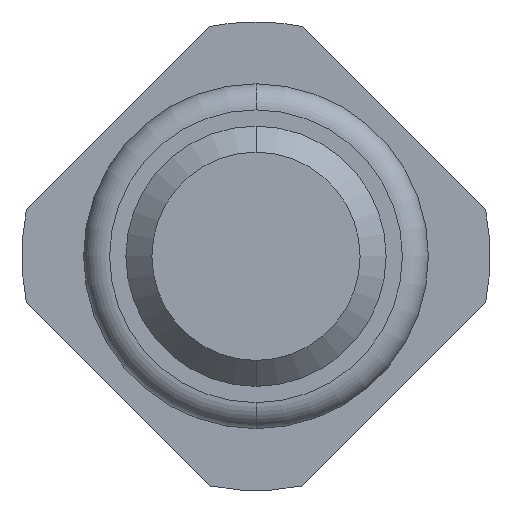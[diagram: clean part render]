
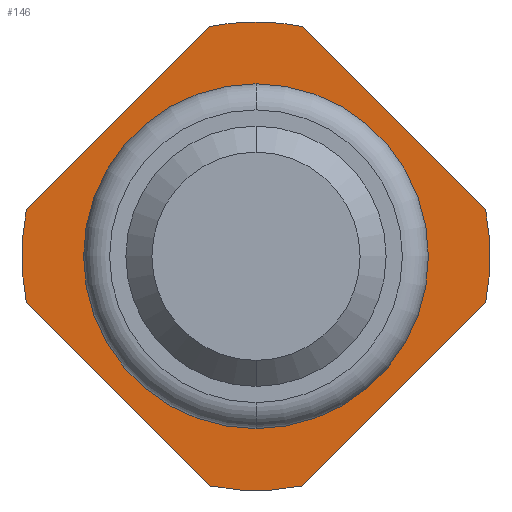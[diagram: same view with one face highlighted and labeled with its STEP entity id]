
A CAD part, front view. The second image highlights one B-rep face of the part: STEP entity #146.
In plain terms, the highlighted planar face has unit normal (0, -1, 0).
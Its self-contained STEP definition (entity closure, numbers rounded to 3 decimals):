
#20 = VECTOR ( 'NONE', #3682, 1000. ) ;
#41 = CARTESIAN_POINT ( 'NONE',  ( 0., -2., 0. ) ) ;
#146 = ADVANCED_FACE ( 'Defeature ausgef�hrt3_0', ( #1780, #3249 ), #1699, .F. ) ;
#246 = CIRCLE ( 'NONE', #321, 1.8 ) ;
#299 = CARTESIAN_POINT ( 'NONE',  ( -1.764, -2., 0.357 ) ) ;
#307 = ORIENTED_EDGE ( 'NONE', *, *, #3185, .F. ) ;
#321 = AXIS2_PLACEMENT_3D ( 'NONE', #1085, #2866, #1488 ) ;
#342 = CARTESIAN_POINT ( 'NONE',  ( -0.161, -2., -1.961 ) ) ;
#346 = DIRECTION ( 'NONE',  ( 0., 1., 0. ) ) ;
#369 = CARTESIAN_POINT ( 'NONE',  ( 0., -2., -1.325 ) ) ;
#401 = VERTEX_POINT ( 'NONE', #1440 ) ;
#453 = CARTESIAN_POINT ( 'NONE',  ( 1.961, -2., 0.161 ) ) ;
#478 = ORIENTED_EDGE ( 'NONE', *, *, #1965, .F. ) ;
#607 = CARTESIAN_POINT ( 'NONE',  ( -0.357, -2., -1.764 ) ) ;
#720 = AXIS2_PLACEMENT_3D ( 'NONE', #3580, #3641, #1801 ) ;
#768 = DIRECTION ( 'NONE',  ( 0.707, 0., -0.707 ) ) ;
#843 = ORIENTED_EDGE ( 'NONE', *, *, #2538, .T. ) ;
#860 = AXIS2_PLACEMENT_3D ( 'NONE', #1322, #3836, #2043 ) ;
#897 = DIRECTION ( 'NONE',  ( 0., 0., 1. ) ) ;
#904 = VERTEX_POINT ( 'NONE', #299 ) ;
#911 = AXIS2_PLACEMENT_3D ( 'NONE', #2973, #3328, #1571 ) ;
#920 = CARTESIAN_POINT ( 'NONE',  ( -0.357, -2., 1.764 ) ) ;
#1085 = CARTESIAN_POINT ( 'NONE',  ( 0., -2., 0. ) ) ;
#1117 = VERTEX_POINT ( 'NONE', #1817 ) ;
#1169 = AXIS2_PLACEMENT_3D ( 'NONE', #3134, #4227, #3866 ) ;
#1257 = CARTESIAN_POINT ( 'NONE',  ( 0.357, -2., -1.764 ) ) ;
#1297 = DIRECTION ( 'NONE',  ( 0., 1., 0. ) ) ;
#1307 = CIRCLE ( 'NONE', #720, 1.8 ) ;
#1322 = CARTESIAN_POINT ( 'NONE',  ( 0., -2., 0. ) ) ;
#1401 = EDGE_CURVE ( 'Defeature ausgef�hrt3_3+Defeature ausgef�hrt3_0+Defeature ausgef�hrt3_16+Defeature ausgef�hrt3_17', #1117, #904, #4040, .T. ) ;
#1440 = CARTESIAN_POINT ( 'NONE',  ( 0., -2., 1.8 ) ) ;
#1488 = DIRECTION ( 'NONE',  ( 0., 0., 1. ) ) ;
#1571 = DIRECTION ( 'NONE',  ( 0., 0., 1. ) ) ;
#1595 = AXIS2_PLACEMENT_3D ( 'NONE', #3452, #1297, #897 ) ;
#1699 = PLANE ( 'NONE',  #1169 ) ;
#1708 = EDGE_CURVE ( 'Defeature ausgef�hrt3_17+Defeature ausgef�hrt3_0+Defeature ausgef�hrt3_3+Defeature ausgef�hrt3_2', #904, #4497, #1961, .T. ) ;
#1714 = VERTEX_POINT ( 'NONE', #2045 ) ;
#1723 = VERTEX_POINT ( 'NONE', #607 ) ;
#1780 = FACE_BOUND ( 'NONE', #4503, .T. ) ;
#1801 = DIRECTION ( 'NONE',  ( 0., 0., 1. ) ) ;
#1813 = ORIENTED_EDGE ( 'NONE', *, *, #3213, .F. ) ;
#1814 = DIRECTION ( 'NONE',  ( 0., 1., 0. ) ) ;
#1817 = CARTESIAN_POINT ( 'NONE',  ( -1.764, -2., -0.357 ) ) ;
#1920 = EDGE_CURVE ( 'Defeature ausgef�hrt3_2+Defeature ausgef�hrt3_0+Defeature ausgef�hrt3_17+Defeature ausgef�hrt3_18', #4497, #401, #246, .T. ) ;
#1931 = EDGE_CURVE ( 'Defeature ausgef�hrt3_4+Defeature ausgef�hrt3_0+Defeature ausgef�hrt3_15+Defeature ausgef�hrt3_16', #2152, #1723, #1307, .T. ) ;
#1961 = LINE ( 'NONE', #2057, #2059 ) ;
#1965 = EDGE_CURVE ( 'Defeature ausgef�hrt3_16+Defeature ausgef�hrt3_0+Defeature ausgef�hrt3_4+Defeature ausgef�hrt3_3', #1723, #1117, #3399, .T. ) ;
#2043 = DIRECTION ( 'NONE',  ( 0., 0., 1. ) ) ;
#2045 = CARTESIAN_POINT ( 'NONE',  ( 0., -2., 1.325 ) ) ;
#2057 = CARTESIAN_POINT ( 'NONE',  ( -0.161, -2., 1.961 ) ) ;
#2059 = VECTOR ( 'NONE', #4604, 1000. ) ;
#2089 = AXIS2_PLACEMENT_3D ( 'NONE', #41, #346, #4317 ) ;
#2152 = VERTEX_POINT ( 'NONE', #1257 ) ;
#2153 = CARTESIAN_POINT ( 'NONE',  ( 0., -2., 0. ) ) ;
#2164 = CARTESIAN_POINT ( 'NONE',  ( 1.764, -2., 0.357 ) ) ;
#2257 = LINE ( 'NONE', #4215, #4290 ) ;
#2301 = ORIENTED_EDGE ( 'NONE', *, *, #1708, .F. ) ;
#2507 = VERTEX_POINT ( 'NONE', #369 ) ;
#2538 = EDGE_CURVE ( 'Defeature ausgef�hrt3_0+Defeature ausgef�hrt3_12+Defeature ausgef�hrt3_12+Defeature ausgef�hrt3_12', #1714, #2507, #2755, .T. ) ;
#2750 = LINE ( 'NONE', #453, #2869 ) ;
#2755 = CIRCLE ( 'NONE', #3992, 1.325 ) ;
#2866 = DIRECTION ( 'NONE',  ( 0., 1., 0. ) ) ;
#2869 = VECTOR ( 'NONE', #768, 1000. ) ;
#2973 = CARTESIAN_POINT ( 'NONE',  ( 0., -2., 0. ) ) ;
#3060 = ORIENTED_EDGE ( 'NONE', *, *, #3760, .T. ) ;
#3097 = ORIENTED_EDGE ( 'NONE', *, *, #1920, .F. ) ;
#3098 = ORIENTED_EDGE ( 'NONE', *, *, #1931, .F. ) ;
#3134 = CARTESIAN_POINT ( 'NONE',  ( 1.8, -2., 0. ) ) ;
#3185 = EDGE_CURVE ( 'Defeature ausgef�hrt3_2+Defeature ausgef�hrt3_0+Defeature ausgef�hrt3_17+Defeature ausgef�hrt3_18', #401, #3723, #3829, .T. ) ;
#3213 = EDGE_CURVE ( 'Defeature ausgef�hrt3_18+Defeature ausgef�hrt3_0+Defeature ausgef�hrt3_2+Defeature ausgef�hrt3_1', #3723, #3948, #2750, .T. ) ;
#3249 = FACE_OUTER_BOUND ( 'NONE', #3483, .T. ) ;
#3326 = CARTESIAN_POINT ( 'NONE',  ( 1.764, -2., -0.357 ) ) ;
#3328 = DIRECTION ( 'NONE',  ( 0., 1., 0. ) ) ;
#3329 = CIRCLE ( 'NONE', #1595, 1.8 ) ;
#3399 = LINE ( 'NONE', #342, #20 ) ;
#3452 = CARTESIAN_POINT ( 'NONE',  ( 0., -2., 0. ) ) ;
#3472 = DIRECTION ( 'NONE',  ( -0.707, 0., -0.707 ) ) ;
#3483 = EDGE_LOOP ( 'NONE', ( #1813, #307, #3097, #2301, #3831, #478, #3098, #3795, #4641 ) ) ;
#3580 = CARTESIAN_POINT ( 'NONE',  ( 0., -2., 0. ) ) ;
#3590 = VERTEX_POINT ( 'NONE', #3326 ) ;
#3641 = DIRECTION ( 'NONE',  ( 0., 1., 0. ) ) ;
#3682 = DIRECTION ( 'NONE',  ( -0.707, 0., 0.707 ) ) ;
#3723 = VERTEX_POINT ( 'NONE', #4520 ) ;
#3760 = EDGE_CURVE ( 'Defeature ausgef�hrt3_0+Defeature ausgef�hrt3_12+Defeature ausgef�hrt3_12+Defeature ausgef�hrt3_12', #2507, #1714, #4236, .T. ) ;
#3795 = ORIENTED_EDGE ( 'NONE', *, *, #4495, .F. ) ;
#3829 = CIRCLE ( 'NONE', #911, 1.8 ) ;
#3831 = ORIENTED_EDGE ( 'NONE', *, *, #1401, .F. ) ;
#3836 = DIRECTION ( 'NONE',  ( 0., 1., 0. ) ) ;
#3866 = DIRECTION ( 'NONE',  ( 0., 0., 1. ) ) ;
#3948 = VERTEX_POINT ( 'NONE', #2164 ) ;
#3992 = AXIS2_PLACEMENT_3D ( 'NONE', #2153, #1814, #4673 ) ;
#4040 = CIRCLE ( 'NONE', #2089, 1.8 ) ;
#4215 = CARTESIAN_POINT ( 'NONE',  ( 1.961, -2., -0.161 ) ) ;
#4227 = DIRECTION ( 'NONE',  ( 0., 1., 0. ) ) ;
#4236 = CIRCLE ( 'NONE', #860, 1.325 ) ;
#4290 = VECTOR ( 'NONE', #3472, 1000. ) ;
#4317 = DIRECTION ( 'NONE',  ( 0., 0., 1. ) ) ;
#4495 = EDGE_CURVE ( 'Defeature ausgef�hrt3_15+Defeature ausgef�hrt3_0+Defeature ausgef�hrt3_1+Defeature ausgef�hrt3_4', #3590, #2152, #2257, .T. ) ;
#4497 = VERTEX_POINT ( 'NONE', #920 ) ;
#4503 = EDGE_LOOP ( 'NONE', ( #843, #3060 ) ) ;
#4520 = CARTESIAN_POINT ( 'NONE',  ( 0.357, -2., 1.764 ) ) ;
#4570 = EDGE_CURVE ( 'Defeature ausgef�hrt3_1+Defeature ausgef�hrt3_0+Defeature ausgef�hrt3_18+Defeature ausgef�hrt3_15', #3948, #3590, #3329, .T. ) ;
#4604 = DIRECTION ( 'NONE',  ( 0.707, 0., 0.707 ) ) ;
#4641 = ORIENTED_EDGE ( 'NONE', *, *, #4570, .F. ) ;
#4673 = DIRECTION ( 'NONE',  ( 0., 0., 1. ) ) ;
